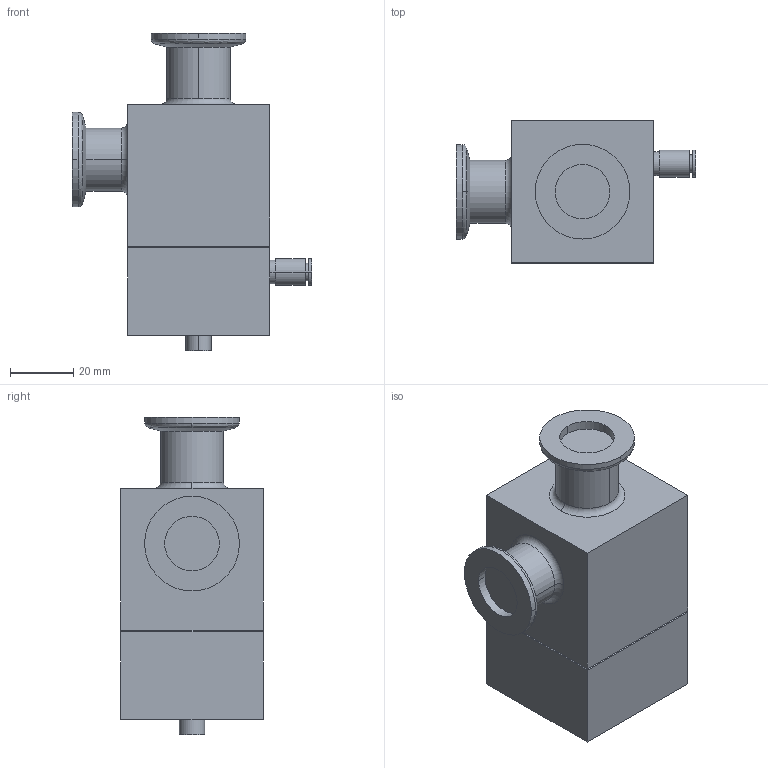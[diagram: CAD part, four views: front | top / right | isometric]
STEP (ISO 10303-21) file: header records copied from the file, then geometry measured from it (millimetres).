
FILE_DESCRIPTION (( 'STEP AP214' ), '1' );
FILE_NAME ('PFA35004.step', '2017-07-10T10:21:54', ( 'install' ), ( '' ), 'SwSTEP 2.0', 'SolidWorks 2015', '' );
FILE_SCHEMA (( 'AUTOMOTIVE_DESIGN' ));
Length unit declared in the file: millimetre
Products named in the file (1): PFA35004
Bounding box: 75.85 x 45 x 100.5 mm (x, y, z)
Volume: 162812.9 mm3; surface area: 23128.4 mm2
Topology: 1 solids, 1 shells, 116 faces, 260 edges, 170 vertices
Faces by surface type: plane 62, cylinder 42, bspline 4, torus 4, cone 4
Entity records: 4608 total; most frequent: CARTESIAN_POINT 607, DIRECTION 596, ORIENTED_EDGE 520, EDGE_CURVE 260, AXIS2_PLACEMENT_3D 223, VERTEX_POINT 170, LINE 150, VECTOR 150
